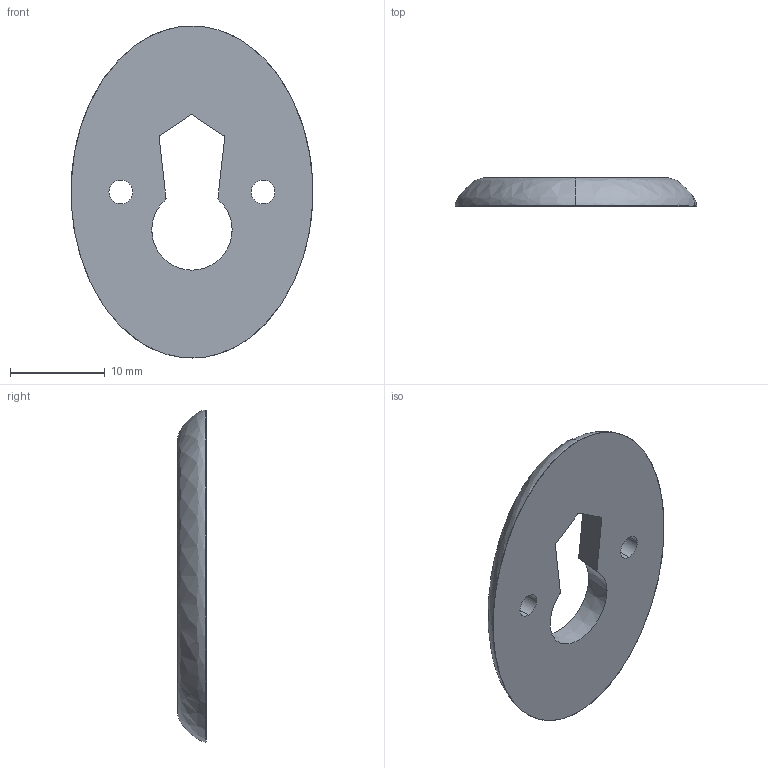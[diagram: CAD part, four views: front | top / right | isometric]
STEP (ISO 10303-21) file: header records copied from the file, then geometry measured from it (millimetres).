
FILE_DESCRIPTION (( 'STEP AP214' ), '1' );
FILE_NAME ('F003248_3D.step', '2022-08-15T13:05:48', ( '' ), ( '' ), 'SwSTEP 2.0', 'SolidWorks 2020', '' );
FILE_SCHEMA (( 'AUTOMOTIVE_DESIGN' ));
Length unit declared in the file: millimetre
Products named in the file (1): F003248_3D
Bounding box: 25.5 x 3 x 35 mm (x, y, z)
Volume: 1503.1 mm3; surface area: 1480.8 mm2
Topology: 1 solids, 1 shells, 22 faces, 58 edges, 38 vertices
Faces by surface type: bspline 9, plane 6, cylinder 4, cone 3
Entity records: 1556 total; most frequent: CARTESIAN_POINT 1026, ORIENTED_EDGE 116, DIRECTION 77, EDGE_CURVE 58, VERTEX_POINT 38, EDGE_LOOP 28, AXIS2_PLACEMENT_3D 28, FACE_OUTER_BOUND 22
